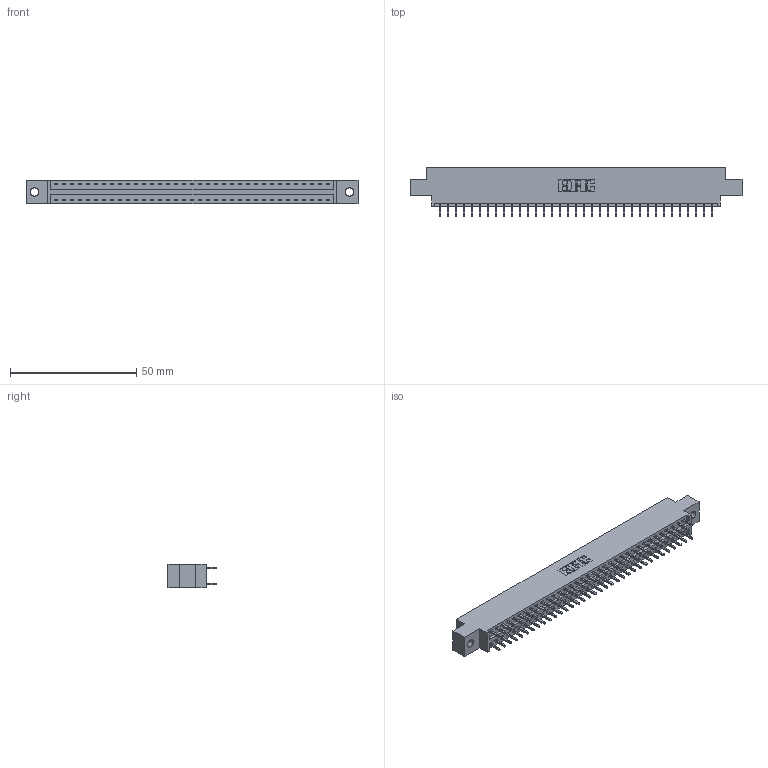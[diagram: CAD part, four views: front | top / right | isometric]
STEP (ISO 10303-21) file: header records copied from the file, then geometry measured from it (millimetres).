
FILE_DESCRIPTION (( 'STEP AP203' ), '1' );
FILE_NAME ('346-070-521-802.STEP', '2018-08-28T23:00:50', ( '' ), ( '' ), 'SwSTEP 2.0', 'SolidWorks 2016', '' );
FILE_SCHEMA (( 'CONFIG_CONTROL_DESIGN' ));
Length unit declared in the file: inch
Products named in the file (3): 346 Part_0.170 Offset - 0.128 Dia; 345-292-001_345-293-121; 346-070-521-802
Assembly tree (71 placements, depth 2):
  346-070-521-802
    346 Part_0.170 Offset - 0.128 Dia
    345-292-001_345-293-121  x70
Bounding box: 131.7 x 19.05 x 9.4 mm (x, y, z)
Volume: 12568.1 mm3; surface area: 16883.6 mm2
Topology: 71 solids, 71 shells, 3766 faces, 11191 edges, 7366 vertices
Faces by surface type: plane 2530, cylinder 1236
Entity records: 23937 total; most frequent: CARTESIAN_POINT 3956, ORIENTED_EDGE 3890, DIRECTION 3537, EDGE_CURVE 1945, VECTOR 1673, LINE 1673, VERTEX_POINT 1294, AXIS2_PLACEMENT_3D 932
